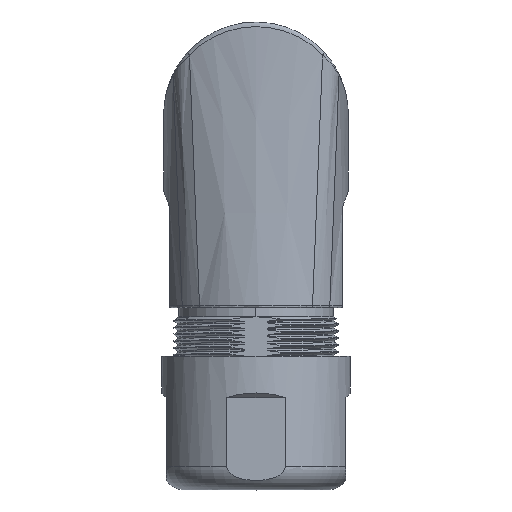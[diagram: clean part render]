
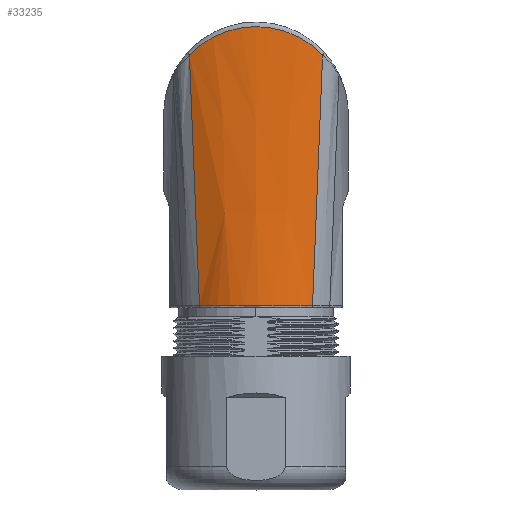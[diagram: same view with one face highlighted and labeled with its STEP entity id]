
A CAD part, top view. The second image highlights one B-rep face of the part: STEP entity #33235.
In plain terms, the highlighted free-form (B-spline) face has degree [3, 3] with [7, 4] control points.
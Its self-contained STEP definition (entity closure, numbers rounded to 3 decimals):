
#6325=CARTESIAN_POINT('',(-7.228,6.419,9.231));
#6345=CARTESIAN_POINT('',(-6.137,-20.813,
7.91));
#6359=CARTESIAN_POINT('',(7.228,6.42,9.231));
#6360=CARTESIAN_POINT('',(7.118,6.534,9.274));
#6361=CARTESIAN_POINT('',(6.894,6.757,9.36));
#6362=CARTESIAN_POINT('',(6.543,7.073,9.483));
#6363=CARTESIAN_POINT('',(6.18,7.372,9.599));
#6364=CARTESIAN_POINT('',(5.804,7.651,9.71));
#6365=CARTESIAN_POINT('',(5.417,7.912,9.813));
#6366=CARTESIAN_POINT('',(5.02,8.153,9.909));
#6367=CARTESIAN_POINT('',(4.613,8.375,9.998));
#6368=CARTESIAN_POINT('',(4.198,8.577,10.079));
#6369=CARTESIAN_POINT('',(3.776,8.76,10.153));
#6370=CARTESIAN_POINT('',(3.347,8.922,10.218));
#6371=CARTESIAN_POINT('',(2.912,9.065,10.275));
#6372=CARTESIAN_POINT('',(2.472,9.187,10.325));
#6373=CARTESIAN_POINT('',(2.028,9.289,10.366));
#6374=CARTESIAN_POINT('',(1.581,9.371,10.399));
#6375=CARTESIAN_POINT('',(1.131,9.432,10.424));
#6376=CARTESIAN_POINT('',(0.679,9.473,10.44));
#6377=CARTESIAN_POINT('',(0.226,9.494,10.449));
#6378=CARTESIAN_POINT('',(-0.227,9.493,
10.449));
#6379=CARTESIAN_POINT('',(-0.68,9.473,
10.44));
#6380=CARTESIAN_POINT('',(-1.131,9.432,10.424));
#6381=CARTESIAN_POINT('',(-1.581,9.371,10.399));
#6382=CARTESIAN_POINT('',(-2.029,9.289,10.366));
#6383=CARTESIAN_POINT('',(-2.473,9.187,10.325));
#6384=CARTESIAN_POINT('',(-2.912,9.065,10.275));
#6385=CARTESIAN_POINT('',(-3.347,8.922,10.218));
#6386=CARTESIAN_POINT('',(-3.776,8.759,10.153));
#6387=CARTESIAN_POINT('',(-4.198,8.577,10.079));
#6388=CARTESIAN_POINT('',(-4.613,8.374,9.998));
#6389=CARTESIAN_POINT('',(-5.02,8.152,9.909));
#6390=CARTESIAN_POINT('',(-5.417,7.911,9.813));
#6391=CARTESIAN_POINT('',(-5.804,7.65,9.71));
#6392=CARTESIAN_POINT('',(-6.18,7.371,9.599));
#6393=CARTESIAN_POINT('',(-6.543,7.073,9.482));
#6394=CARTESIAN_POINT('',(-6.894,6.756,9.36));
#6395=CARTESIAN_POINT('',(-7.118,6.534,9.274));
#6396=CARTESIAN_POINT('',(-7.228,6.419,9.231));
#6398=CARTESIAN_POINT('',(6.137,-20.813,7.91));
#6399=CARTESIAN_POINT('',(5.727,-20.811,8.227));
#6400=CARTESIAN_POINT('',(4.871,-20.809,8.784));
#6401=CARTESIAN_POINT('',(3.571,-20.806,9.384));
#6402=CARTESIAN_POINT('',(2.173,-20.804,9.801));
#6403=CARTESIAN_POINT('',(0.74,-20.803,
10.01));
#6404=CARTESIAN_POINT('',(-0.705,-20.803,
10.014));
#6405=CARTESIAN_POINT('',(-2.161,-20.804,
9.802));
#6406=CARTESIAN_POINT('',(-3.5,-20.806,
9.408));
#6407=CARTESIAN_POINT('',(-4.814,-20.808,
8.817));
#6408=CARTESIAN_POINT('',(-5.705,-20.811,
8.244));
#6409=CARTESIAN_POINT('',(-6.137,-20.813,
7.91));
#6411=DIRECTION('',(-0.04,0.998,0.048));
#6412=VECTOR('',#6411,27.286);
#6413=CARTESIAN_POINT('',(-6.137,-20.813,
7.91));
#6414=LINE('',#6413,#6412);
#6455=DIRECTION('',(0.04,0.998,0.048));
#6456=VECTOR('',#6455,27.287);
#6457=CARTESIAN_POINT('',(6.137,-20.813,7.91));
#6458=LINE('',#6457,#6456);
#18432=VERTEX_POINT('',#6345);
#18434=VERTEX_POINT('',#6398);
#18448=VERTEX_POINT('',#6325);
#18450=VERTEX_POINT('',#6359);
#33197=CARTESIAN_POINT('',(6.318,-21.419,
7.715));
#33198=CARTESIAN_POINT('',(6.766,-10.913,
8.252));
#33199=CARTESIAN_POINT('',(7.213,-0.407,
8.788));
#33200=CARTESIAN_POINT('',(7.66,10.1,9.324));
#33201=CARTESIAN_POINT('',(5.405,-21.419,
8.473));
#33202=CARTESIAN_POINT('',(5.729,-10.913,
8.886));
#33203=CARTESIAN_POINT('',(6.054,-0.407,
9.299));
#33204=CARTESIAN_POINT('',(6.378,10.1,9.712));
#33205=CARTESIAN_POINT('',(3.381,-21.419,
9.61));
#33206=CARTESIAN_POINT('',(3.535,-10.913,
9.831));
#33207=CARTESIAN_POINT('',(3.689,-0.407,
10.052));
#33208=CARTESIAN_POINT('',(3.844,10.1,10.273));
#33209=CARTESIAN_POINT('',(0.,-21.419,10.178));
#33210=CARTESIAN_POINT('',(0.,-10.913,10.301));
#33211=CARTESIAN_POINT('',(0.,-0.407,10.424));
#33212=CARTESIAN_POINT('',(0.,10.1,10.546));
#33213=CARTESIAN_POINT('',(-3.381,-21.419,
9.61));
#33214=CARTESIAN_POINT('',(-3.535,-10.913,
9.831));
#33215=CARTESIAN_POINT('',(-3.689,-0.407,
10.052));
#33216=CARTESIAN_POINT('',(-3.844,10.1,
10.273));
#33217=CARTESIAN_POINT('',(-5.405,-21.419,
8.473));
#33218=CARTESIAN_POINT('',(-5.729,-10.913,
8.886));
#33219=CARTESIAN_POINT('',(-6.054,-0.407,
9.299));
#33220=CARTESIAN_POINT('',(-6.378,10.1,
9.712));
#33221=CARTESIAN_POINT('',(-6.318,-21.419,
7.715));
#33222=CARTESIAN_POINT('',(-6.766,-10.913,
8.252));
#33223=CARTESIAN_POINT('',(-7.213,-0.407,
8.788));
#33224=CARTESIAN_POINT('',(-7.66,10.1,
9.324));
#33225=B_SPLINE_SURFACE_WITH_KNOTS('',3,3,((#33197,#33198,#33199,#33200),
(#33201,#33202,#33203,#33204),(#33205,#33206,#33207,#33208),(#33209,#33210,
#33211,#33212),(#33213,#33214,#33215,#33216),(#33217,#33218,#33219,#33220),(
#33221,#33222,#33223,#33224)),.UNSPECIFIED.,.F.,.F.,.F.,(4,1,1,1,4),(4,4),(
0.282,0.395,0.5,0.605,0.718),(
-0.012,0.915),.UNSPECIFIED.);
#33227=ORIENTED_EDGE('',*,*,#33226,.F.);
#33229=ORIENTED_EDGE('',*,*,#33228,.F.);
#33231=ORIENTED_EDGE('',*,*,#33230,.T.);
#33232=ORIENTED_EDGE('',*,*,#33189,.T.);
#33233=EDGE_LOOP('',(#33227,#33229,#33231,#33232));
#33234=FACE_OUTER_BOUND('',#33233,.F.);
#33235=ADVANCED_FACE('',(#33234),#33225,.F.);
#6397=B_SPLINE_CURVE_WITH_KNOTS('',3,(#6359,#6360,#6361,#6362,#6363,#6364,#6365,
#6366,#6367,#6368,#6369,#6370,#6371,#6372,#6373,#6374,#6375,#6376,#6377,#6378,
#6379,#6380,#6381,#6382,#6383,#6384,#6385,#6386,#6387,#6388,#6389,#6390,#6391,
#6392,#6393,#6394,#6395,#6396),.UNSPECIFIED.,.F.,.F.,(4,1,1,1,1,1,1,1,1,1,1,1,1,
1,1,1,1,1,1,1,1,1,1,1,1,1,1,1,1,1,1,1,1,1,1,4),(0.,0.029,
0.057,0.086,0.114,0.143,
0.171,0.2,0.229,0.257,0.286,
0.314,0.343,0.371,0.4,0.429,
0.457,0.486,0.514,0.543,
0.571,0.6,0.629,0.657,0.686,
0.714,0.743,0.771,0.8,0.829,
0.857,0.886,0.914,0.943,
0.971,1.),.UNSPECIFIED.);
#6410=B_SPLINE_CURVE_WITH_KNOTS('',3,(#6398,#6399,#6400,#6401,#6402,#6403,#6404,
#6405,#6406,#6407,#6408,#6409),.UNSPECIFIED.,.F.,.F.,(4,1,1,1,1,1,1,1,1,4),
(0.,0.111,0.222,0.333,0.444,
0.556,0.667,0.778,0.889,1.),
.UNSPECIFIED.);
#33189=EDGE_CURVE('',#18432,#18448,#6414,.T.);
#33226=EDGE_CURVE('',#18450,#18448,#6397,.T.);
#33228=EDGE_CURVE('',#18434,#18450,#6458,.T.);
#33230=EDGE_CURVE('',#18434,#18432,#6410,.T.);
